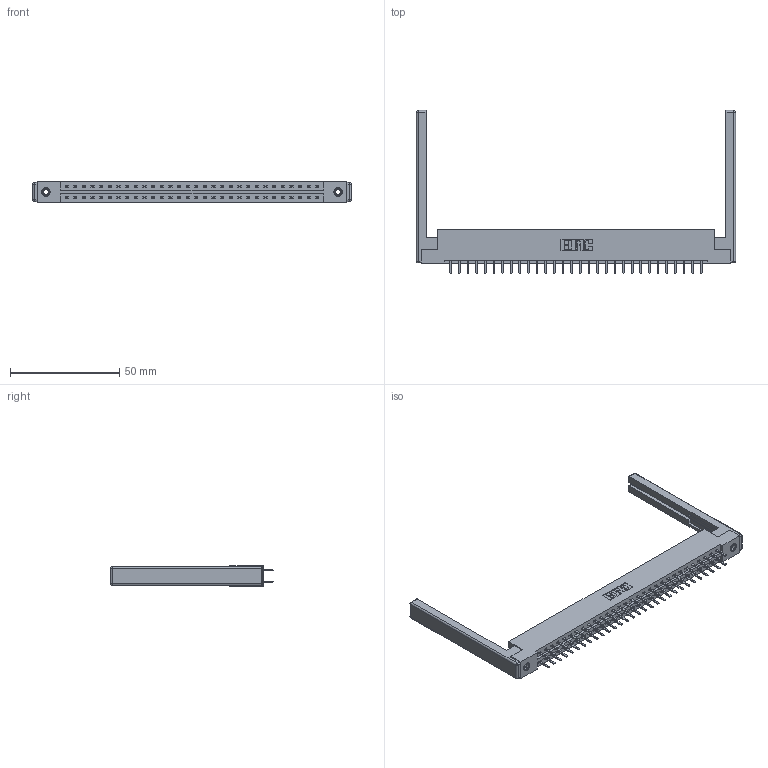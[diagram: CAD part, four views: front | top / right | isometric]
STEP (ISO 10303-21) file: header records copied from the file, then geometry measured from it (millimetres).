
FILE_DESCRIPTION (( 'STEP AP203' ), '1' );
FILE_NAME ('337-060-520-268.STEP', '2019-10-09T20:15:45', ( '' ), ( '' ), 'SwSTEP 2.0', 'SolidWorks 2016', '' );
FILE_SCHEMA (( 'CONFIG_CONTROL_DESIGN' ));
Length unit declared in the file: inch
Products named in the file (5): 337 Part_Flush Mounting Lugs - 0.156 Dia-TI; 307-220-068; 337-060-520-268; 345-250-001_345-250-001-102; 345-292-001_345-293-120
Assembly tree (65 placements, depth 2):
  337-060-520-268
    337 Part_Flush Mounting Lugs - 0.156 Dia-TI
    345-292-001_345-293-120  x60
    345-250-001_345-250-001-102  x2
    307-220-068  x2
Bounding box: 146.3 x 74.76 x 9.4 mm (x, y, z)
Volume: 19617.4 mm3; surface area: 21063 mm2
Topology: 65 solids, 65 shells, 3748 faces, 10841 edges, 7046 vertices
Faces by surface type: plane 2558, cylinder 1166, cone 12, sphere 8, torus 4
Entity records: 27686 total; most frequent: CARTESIAN_POINT 4651, ORIENTED_EDGE 4564, DIRECTION 4036, EDGE_CURVE 2282, VECTOR 2100, LINE 2100, VERTEX_POINT 1510, AXIS2_PLACEMENT_3D 968
